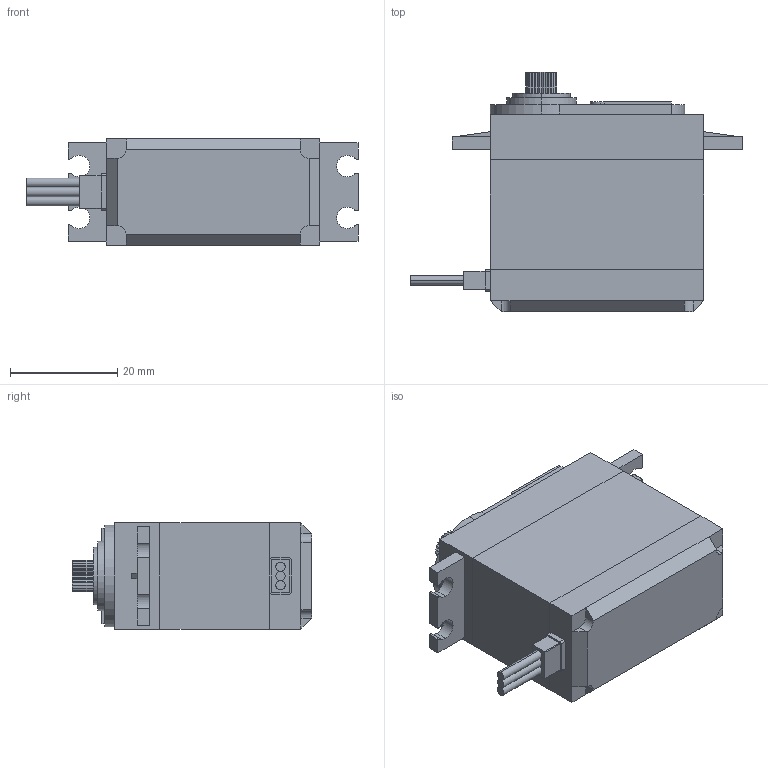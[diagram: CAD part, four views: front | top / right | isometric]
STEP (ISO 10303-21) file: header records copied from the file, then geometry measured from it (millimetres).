
FILE_DESCRIPTION (( 'STEP AP203' ), '1' );
FILE_NAME ('MG996R.STEP', '2020-03-14T22:00:27', ( '' ), ( '' ), 'SwSTEP 2.0', 'SolidWorks 2019', '' );
FILE_SCHEMA (( 'CONFIG_CONTROL_DESIGN' ));
Length unit declared in the file: millimetre
Products named in the file (1): MG996R
Bounding box: 61.9 x 44.6 x 19.8 mm (x, y, z)
Volume: 30805.9 mm3; surface area: 10931.8 mm2
Topology: 11 solids, 11 shells, 232 faces, 600 edges, 393 vertices
Faces by surface type: plane 153, cylinder 79
Entity records: 7120 total; most frequent: CARTESIAN_POINT 1226, DIRECTION 1225, ORIENTED_EDGE 1200, EDGE_CURVE 600, VECTOR 441, LINE 441, VERTEX_POINT 393, AXIS2_PLACEMENT_3D 392
